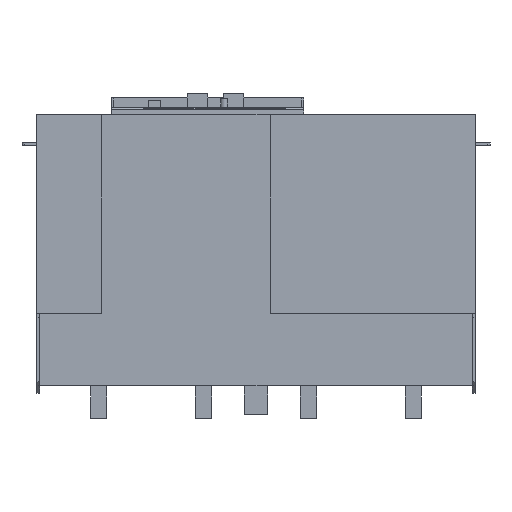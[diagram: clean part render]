
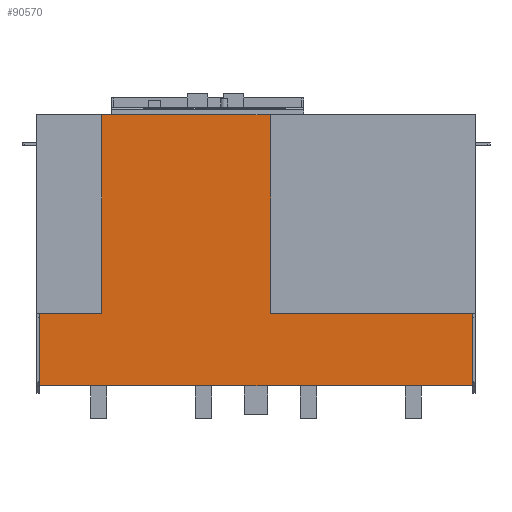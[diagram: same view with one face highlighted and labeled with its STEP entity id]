
A CAD part, front view. The second image highlights one B-rep face of the part: STEP entity #90570.
In plain terms, the highlighted planar face has unit normal (0, -1, 0).
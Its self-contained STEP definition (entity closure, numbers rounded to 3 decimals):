
#89020=CARTESIAN_POINT('',(1881.31,195.666,-345.));
#89030=VERTEX_POINT('',#89020);
#89060=CARTESIAN_POINT('',(1881.31,195.666,0.));
#89070=DIRECTION('',(0.,0.,-1.));
#89080=VECTOR('',#89070,1.);
#89090=LINE('',#89060,#89080);
#89100=CARTESIAN_POINT('',(1881.31,195.666,-9.));
#89110=VERTEX_POINT('',#89100);
#89120=EDGE_CURVE('',#89110,#89030,#89090,.T.);
#89810=CARTESIAN_POINT('',(1344.7,195.666,-9.));
#89820=VERTEX_POINT('',#89810);
#89850=CARTESIAN_POINT('',(1344.7,195.666,0.));
#89860=DIRECTION('',(0.,0.,1.));
#89870=VECTOR('',#89860,1.);
#89880=LINE('',#89850,#89870);
#89890=CARTESIAN_POINT('',(1344.7,195.666,-345.));
#89900=VERTEX_POINT('',#89890);
#89910=EDGE_CURVE('',#89900,#89820,#89880,.T.);
#90300=CARTESIAN_POINT('',(0.,195.666,-9.));
#90310=DIRECTION('',(1.,0.,0.));
#90320=VECTOR('',#90310,1.);
#90330=LINE('',#90300,#90320);
#90340=EDGE_CURVE('',#89820,#89110,#90330,.T.);
#90410=CARTESIAN_POINT('',(1658.51,195.666,-345.));
#90420=DIRECTION('',(0.,1.,0.));
#90430=DIRECTION('',(0.,0.,-1.));
#90440=AXIS2_PLACEMENT_3D('',#90410,#90420,#90430);
#90450=PLANE('',#90440);
#90460=ORIENTED_EDGE('',*,*,#89120,.F.);
#90470=CARTESIAN_POINT('',(0.,195.666,-345.));
#90480=DIRECTION('',(-1.,0.,0.));
#90490=VECTOR('',#90480,1.);
#90500=LINE('',#90470,#90490);
#90510=EDGE_CURVE('',#89030,#89900,#90500,.T.);
#90520=ORIENTED_EDGE('',*,*,#90510,.F.);
#90530=ORIENTED_EDGE('',*,*,#89910,.F.);
#90540=ORIENTED_EDGE('',*,*,#90340,.F.);
#90550=EDGE_LOOP('',(#90540,#90530,#90520,#90460));
#90560=FACE_OUTER_BOUND('',#90550,.T.);
#90570=ADVANCED_FACE('',(#90560),#90450,.F.);
